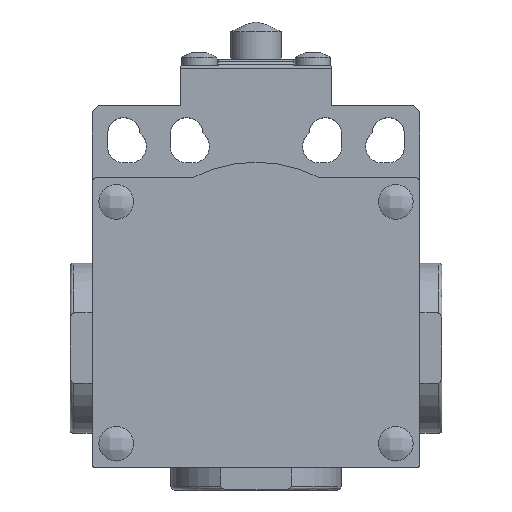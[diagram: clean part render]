
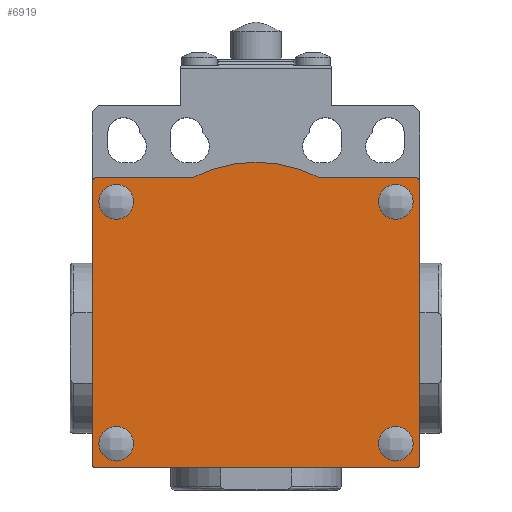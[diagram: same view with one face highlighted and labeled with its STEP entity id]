
A CAD part, top view. The second image highlights one B-rep face of the part: STEP entity #6919.
In plain terms, the highlighted planar face has unit normal (0, 0, 1).
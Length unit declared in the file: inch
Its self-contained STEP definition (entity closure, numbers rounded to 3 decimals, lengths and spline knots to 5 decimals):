
#110 = CARTESIAN_POINT ( 'NONE',  ( 1.02362, -1.98819, 1.15354 ) ) ;
#325 = EDGE_LOOP ( 'NONE', ( #3095 ) ) ;
#423 = EDGE_CURVE ( 'NONE', #4859, #4859, #6874, .T. ) ;
#487 = DIRECTION ( 'NONE',  ( -1., 0., 0. ) ) ;
#618 = VERTEX_POINT ( 'NONE', #1898 ) ;
#645 = EDGE_CURVE ( 'NONE', #618, #618, #1562, .T. ) ;
#749 = EDGE_LOOP ( 'NONE', ( #5543 ) ) ;
#771 = FACE_OUTER_BOUND ( 'NONE', #2066, .T. ) ;
#773 = EDGE_LOOP ( 'NONE', ( #6893 ) ) ;
#851 = EDGE_CURVE ( 'NONE', #4075, #5377, #2689, .T. ) ;
#892 = CARTESIAN_POINT ( 'NONE',  ( -1.02362, -1.98819, 1.15354 ) ) ;
#897 = VECTOR ( 'NONE', #487, 39.37008 ) ;
#1013 = DIRECTION ( 'NONE',  ( 0., 0., 1. ) ) ;
#1015 = CARTESIAN_POINT ( 'NONE',  ( 0., -0.19685, 1.15354 ) ) ;
#1044 = CARTESIAN_POINT ( 'NONE',  ( 0., -0.96457, 1.15354 ) ) ;
#1109 = AXIS2_PLACEMENT_3D ( 'NONE', #5985, #4064, #3497 ) ;
#1115 = AXIS2_PLACEMENT_3D ( 'NONE', #1044, #2898, #2287 ) ;
#1154 = DIRECTION ( 'NONE',  ( 0., 1., 0. ) ) ;
#1167 = VECTOR ( 'NONE', #5979, 39.37008 ) ;
#1199 = CARTESIAN_POINT ( 'NONE',  ( 1.00394, -0.19685, 1.15354 ) ) ;
#1365 = FACE_BOUND ( 'NONE', #325, .T. ) ;
#1412 = DIRECTION ( 'NONE',  ( -1., 0., 0. ) ) ;
#1434 = EDGE_CURVE ( 'NONE', #3116, #5377, #5961, .T. ) ;
#1468 = EDGE_CURVE ( 'NONE', #7512, #6851, #6482, .T. ) ;
#1548 = CARTESIAN_POINT ( 'NONE',  ( -1.00394, -1.98819, 1.15354 ) ) ;
#1562 = CIRCLE ( 'NONE', #2321, 0.10827 ) ;
#1641 = DIRECTION ( 'NONE',  ( 0., -1., 0. ) ) ;
#1734 = AXIS2_PLACEMENT_3D ( 'NONE', #3470, #7058, #1641 ) ;
#1770 = EDGE_CURVE ( 'NONE', #6214, #6214, #6865, .T. ) ;
#1874 = ORIENTED_EDGE ( 'NONE', *, *, #1434, .F. ) ;
#1898 = CARTESIAN_POINT ( 'NONE',  ( -0.87402, -0.45472, 1.15354 ) ) ;
#1939 = LINE ( 'NONE', #6826, #4408 ) ;
#1959 = CARTESIAN_POINT ( 'NONE',  ( -0.40101, -0.19685, 1.15354 ) ) ;
#2036 = CARTESIAN_POINT ( 'NONE',  ( -1.02362, -0.21654, 1.15354 ) ) ;
#2066 = EDGE_LOOP ( 'NONE', ( #2611, #5255, #6915, #4577, #5433, #1874, #6209, #4809, #4976, #6352 ) ) ;
#2224 = EDGE_CURVE ( 'NONE', #6851, #6259, #2797, .T. ) ;
#2246 = AXIS2_PLACEMENT_3D ( 'NONE', #7871, #4999, #3124 ) ;
#2287 = DIRECTION ( 'NONE',  ( 0., -1., 0. ) ) ;
#2321 = AXIS2_PLACEMENT_3D ( 'NONE', #7575, #6272, #3824 ) ;
#2363 = EDGE_CURVE ( 'NONE', #5628, #5628, #7537, .T. ) ;
#2490 = EDGE_CURVE ( 'NONE', #3116, #7920, #3335, .T. ) ;
#2611 = ORIENTED_EDGE ( 'NONE', *, *, #2224, .T. ) ;
#2671 = VERTEX_POINT ( 'NONE', #7652 ) ;
#2689 = CIRCLE ( 'NONE', #3730, 0.01969 ) ;
#2797 = CIRCLE ( 'NONE', #1115, 0.86614 ) ;
#2874 = AXIS2_PLACEMENT_3D ( 'NONE', #4085, #1013, #3478 ) ;
#2898 = DIRECTION ( 'NONE',  ( 0., 0., 1. ) ) ;
#2973 = DIRECTION ( 'NONE',  ( -1., 0., 0. ) ) ;
#3095 = ORIENTED_EDGE ( 'NONE', *, *, #645, .T. ) ;
#3102 = CARTESIAN_POINT ( 'NONE',  ( 0.40101, -0.19685, 1.15354 ) ) ;
#3116 = VERTEX_POINT ( 'NONE', #3640 ) ;
#3124 = DIRECTION ( 'NONE',  ( 0., 1., 0. ) ) ;
#3162 = CIRCLE ( 'NONE', #2246, 0.01969 ) ;
#3335 = CIRCLE ( 'NONE', #6235, 0.01969 ) ;
#3344 = DIRECTION ( 'NONE',  ( 0., -1., 0. ) ) ;
#3393 = EDGE_LOOP ( 'NONE', ( #4424 ) ) ;
#3447 = AXIS2_PLACEMENT_3D ( 'NONE', #6680, #3602, #1154 ) ;
#3470 = CARTESIAN_POINT ( 'NONE',  ( 0., -0.87598, 1.15354 ) ) ;
#3478 = DIRECTION ( 'NONE',  ( 0., -1., 0. ) ) ;
#3497 = DIRECTION ( 'NONE',  ( 0., 1., 0. ) ) ;
#3515 = CARTESIAN_POINT ( 'NONE',  ( 1.02362, -2.00787, 1.15354 ) ) ;
#3534 = CARTESIAN_POINT ( 'NONE',  ( -1.02362, -2.00787, 1.15354 ) ) ;
#3564 = EDGE_CURVE ( 'NONE', #4075, #6478, #4311, .T. ) ;
#3587 = CARTESIAN_POINT ( 'NONE',  ( 1.00394, -1.98819, 1.15354 ) ) ;
#3602 = DIRECTION ( 'NONE',  ( 0., 0., -1. ) ) ;
#3640 = CARTESIAN_POINT ( 'NONE',  ( 1.00394, -2.00787, 1.15354 ) ) ;
#3669 = EDGE_CURVE ( 'NONE', #6259, #2671, #6787, .T. ) ;
#3730 = AXIS2_PLACEMENT_3D ( 'NONE', #1548, #5746, #5277 ) ;
#3804 = DIRECTION ( 'NONE',  ( 0., -1., 0. ) ) ;
#3824 = DIRECTION ( 'NONE',  ( 0., -1., 0. ) ) ;
#3986 = CARTESIAN_POINT ( 'NONE',  ( -0.87402, -1.85827, 1.15354 ) ) ;
#4064 = DIRECTION ( 'NONE',  ( 0., 0., -1. ) ) ;
#4075 = VERTEX_POINT ( 'NONE', #892 ) ;
#4085 = CARTESIAN_POINT ( 'NONE',  ( 1.00394, -0.21654, 1.15354 ) ) ;
#4234 = CARTESIAN_POINT ( 'NONE',  ( 0.87402, -1.75, 1.15354 ) ) ;
#4311 = LINE ( 'NONE', #3534, #1167 ) ;
#4349 = CARTESIAN_POINT ( 'NONE',  ( 0.87402, -0.23819, 1.15354 ) ) ;
#4408 = VECTOR ( 'NONE', #3804, 39.37008 ) ;
#4424 = ORIENTED_EDGE ( 'NONE', *, *, #2363, .T. ) ;
#4475 = CARTESIAN_POINT ( 'NONE',  ( 1.02362, -0.21654, 1.15354 ) ) ;
#4501 = VECTOR ( 'NONE', #2973, 39.37008 ) ;
#4577 = ORIENTED_EDGE ( 'NONE', *, *, #3564, .F. ) ;
#4595 = CARTESIAN_POINT ( 'NONE',  ( -0.87402, -1.96654, 1.15354 ) ) ;
#4809 = ORIENTED_EDGE ( 'NONE', *, *, #5509, .F. ) ;
#4859 = VERTEX_POINT ( 'NONE', #4349 ) ;
#4885 = VECTOR ( 'NONE', #1412, 39.37008 ) ;
#4976 = ORIENTED_EDGE ( 'NONE', *, *, #5401, .T. ) ;
#4999 = DIRECTION ( 'NONE',  ( 0., 0., -1. ) ) ;
#5212 = FACE_BOUND ( 'NONE', #773, .T. ) ;
#5255 = ORIENTED_EDGE ( 'NONE', *, *, #3669, .T. ) ;
#5277 = DIRECTION ( 'NONE',  ( 0., -1., 0. ) ) ;
#5350 = AXIS2_PLACEMENT_3D ( 'NONE', #3986, #6309, #3344 ) ;
#5377 = VERTEX_POINT ( 'NONE', #6480 ) ;
#5401 = EDGE_CURVE ( 'NONE', #7319, #7512, #5557, .T. ) ;
#5433 = ORIENTED_EDGE ( 'NONE', *, *, #851, .T. ) ;
#5509 = EDGE_CURVE ( 'NONE', #7319, #7920, #1939, .T. ) ;
#5543 = ORIENTED_EDGE ( 'NONE', *, *, #1770, .T. ) ;
#5557 = CIRCLE ( 'NONE', #2874, 0.01969 ) ;
#5628 = VERTEX_POINT ( 'NONE', #4595 ) ;
#5746 = DIRECTION ( 'NONE',  ( 0., 0., 1. ) ) ;
#5836 = PLANE ( 'NONE',  #1734 ) ;
#5946 = DIRECTION ( 'NONE',  ( 0., 0., 1. ) ) ;
#5961 = LINE ( 'NONE', #3515, #4501 ) ;
#5979 = DIRECTION ( 'NONE',  ( 0., 1., 0. ) ) ;
#5985 = CARTESIAN_POINT ( 'NONE',  ( 0.87402, -1.85827, 1.15354 ) ) ;
#6209 = ORIENTED_EDGE ( 'NONE', *, *, #2490, .T. ) ;
#6214 = VERTEX_POINT ( 'NONE', #4234 ) ;
#6235 = AXIS2_PLACEMENT_3D ( 'NONE', #3587, #5946, #7210 ) ;
#6259 = VERTEX_POINT ( 'NONE', #1959 ) ;
#6272 = DIRECTION ( 'NONE',  ( 0., 0., -1. ) ) ;
#6309 = DIRECTION ( 'NONE',  ( 0., 0., -1. ) ) ;
#6352 = ORIENTED_EDGE ( 'NONE', *, *, #1468, .T. ) ;
#6478 = VERTEX_POINT ( 'NONE', #2036 ) ;
#6480 = CARTESIAN_POINT ( 'NONE',  ( -1.00394, -2.00787, 1.15354 ) ) ;
#6482 = LINE ( 'NONE', #1015, #897 ) ;
#6680 = CARTESIAN_POINT ( 'NONE',  ( 0.87402, -0.34646, 1.15354 ) ) ;
#6787 = LINE ( 'NONE', #7476, #4885 ) ;
#6826 = CARTESIAN_POINT ( 'NONE',  ( 1.02362, 0.25591, 1.15354 ) ) ;
#6851 = VERTEX_POINT ( 'NONE', #3102 ) ;
#6865 = CIRCLE ( 'NONE', #1109, 0.10827 ) ;
#6874 = CIRCLE ( 'NONE', #3447, 0.10827 ) ;
#6893 = ORIENTED_EDGE ( 'NONE', *, *, #423, .T. ) ;
#6915 = ORIENTED_EDGE ( 'NONE', *, *, #7682, .F. ) ;
#6919 = ADVANCED_FACE ( 'NONE', ( #1365, #5212, #7746, #7665, #771 ), #5836, .T. ) ;
#7058 = DIRECTION ( 'NONE',  ( 0., 0., 1. ) ) ;
#7210 = DIRECTION ( 'NONE',  ( 0., -1., 0. ) ) ;
#7319 = VERTEX_POINT ( 'NONE', #4475 ) ;
#7476 = CARTESIAN_POINT ( 'NONE',  ( 0., -0.19685, 1.15354 ) ) ;
#7512 = VERTEX_POINT ( 'NONE', #1199 ) ;
#7537 = CIRCLE ( 'NONE', #5350, 0.10827 ) ;
#7575 = CARTESIAN_POINT ( 'NONE',  ( -0.87402, -0.34646, 1.15354 ) ) ;
#7652 = CARTESIAN_POINT ( 'NONE',  ( -1.00394, -0.19685, 1.15354 ) ) ;
#7665 = FACE_BOUND ( 'NONE', #749, .T. ) ;
#7682 = EDGE_CURVE ( 'NONE', #6478, #2671, #3162, .T. ) ;
#7746 = FACE_BOUND ( 'NONE', #3393, .T. ) ;
#7871 = CARTESIAN_POINT ( 'NONE',  ( -1.00394, -0.21654, 1.15354 ) ) ;
#7920 = VERTEX_POINT ( 'NONE', #110 ) ;
